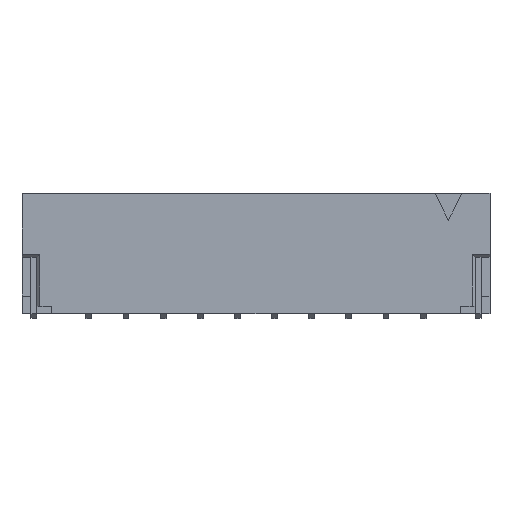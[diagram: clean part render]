
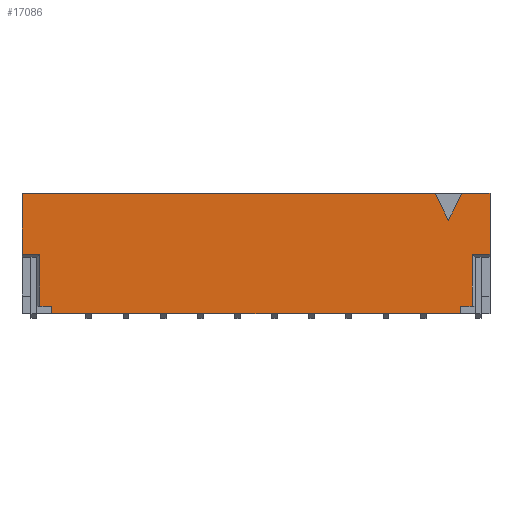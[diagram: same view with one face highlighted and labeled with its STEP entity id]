
A CAD part, top view. The second image highlights one B-rep face of the part: STEP entity #17086.
In plain terms, the highlighted planar face has unit normal (0, 0, 1).
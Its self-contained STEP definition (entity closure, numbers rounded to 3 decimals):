
#396 = ORIENTED_EDGE ( 'NONE', *, *, #710, .T. ) ;
#710 = EDGE_CURVE ( 'NONE', #15221, #15558, #16830, .T. ) ;
#778 = EDGE_CURVE ( 'NONE', #10109, #15221, #13017, .T. ) ;
#895 = DIRECTION ( 'NONE',  ( 0.447, -0.894, 0. ) ) ;
#912 = LINE ( 'NONE', #7787, #12161 ) ;
#1002 = CARTESIAN_POINT ( 'NONE',  ( -7.875, 4.05, 2.475 ) ) ;
#1203 = LINE ( 'NONE', #1463, #17138 ) ;
#1271 = EDGE_CURVE ( 'NONE', #2340, #10769, #6265, .T. ) ;
#1291 = EDGE_CURVE ( 'NONE', #8700, #14507, #912, .T. ) ;
#1351 = VECTOR ( 'NONE', #895, 1000. ) ;
#1369 = ORIENTED_EDGE ( 'NONE', *, *, #16061, .F. ) ;
#1463 = CARTESIAN_POINT ( 'NONE',  ( -7.875, 2., 2.475 ) ) ;
#1739 = LINE ( 'NONE', #3353, #1830 ) ;
#1830 = VECTOR ( 'NONE', #7112, 1000. ) ;
#1939 = DIRECTION ( 'NONE',  ( 0., -1., 0. ) ) ;
#1955 = VERTEX_POINT ( 'NONE', #10143 ) ;
#2261 = CARTESIAN_POINT ( 'NONE',  ( -6.875, 0.25, 2.475 ) ) ;
#2334 = DIRECTION ( 'NONE',  ( 0., 1., 0. ) ) ;
#2340 = VERTEX_POINT ( 'NONE', #5855 ) ;
#2626 = LINE ( 'NONE', #9484, #15233 ) ;
#2806 = VERTEX_POINT ( 'NONE', #6013 ) ;
#2957 = DIRECTION ( 'NONE',  ( 0., -1., 0. ) ) ;
#3016 = CARTESIAN_POINT ( 'NONE',  ( -7.275, 0.25, 2.475 ) ) ;
#3116 = CARTESIAN_POINT ( 'NONE',  ( 6.475, 3.15, 2.475 ) ) ;
#3353 = CARTESIAN_POINT ( 'NONE',  ( -7.875, 4.05, 2.475 ) ) ;
#3560 = AXIS2_PLACEMENT_3D ( 'NONE', #15317, #7189, #13071 ) ;
#3590 = EDGE_CURVE ( 'NONE', #9087, #8700, #4686, .T. ) ;
#3945 = LINE ( 'NONE', #9370, #8170 ) ;
#3954 = CARTESIAN_POINT ( 'NONE',  ( 7.275, 2., 2.475 ) ) ;
#3968 = DIRECTION ( 'NONE',  ( 0., -1., 0. ) ) ;
#4206 = CARTESIAN_POINT ( 'NONE',  ( -7.875, 2., 2.475 ) ) ;
#4237 = DIRECTION ( 'NONE',  ( 0., 1., 0. ) ) ;
#4395 = EDGE_CURVE ( 'NONE', #1955, #8892, #3945, .T. ) ;
#4686 = LINE ( 'NONE', #8789, #6739 ) ;
#5020 = LINE ( 'NONE', #6364, #12176 ) ;
#5189 = LINE ( 'NONE', #6701, #6630 ) ;
#5304 = ORIENTED_EDGE ( 'NONE', *, *, #11634, .F. ) ;
#5684 = LINE ( 'NONE', #11117, #14376 ) ;
#5855 = CARTESIAN_POINT ( 'NONE',  ( -7.875, 4.05, 2.475 ) ) ;
#6013 = CARTESIAN_POINT ( 'NONE',  ( 7.275, 0.25, 2.475 ) ) ;
#6265 = LINE ( 'NONE', #1002, #8705 ) ;
#6364 = CARTESIAN_POINT ( 'NONE',  ( -6.875, 0., 2.475 ) ) ;
#6536 = CARTESIAN_POINT ( 'NONE',  ( -7.375, 0.25, 2.475 ) ) ;
#6571 = CARTESIAN_POINT ( 'NONE',  ( 6.025, 4.05, 2.475 ) ) ;
#6630 = VECTOR ( 'NONE', #9276, 1000. ) ;
#6642 = ORIENTED_EDGE ( 'NONE', *, *, #8121, .T. ) ;
#6680 = VERTEX_POINT ( 'NONE', #9122 ) ;
#6701 = CARTESIAN_POINT ( 'NONE',  ( 7.375, 0.25, 2.475 ) ) ;
#6739 = VECTOR ( 'NONE', #16740, 1000. ) ;
#6838 = CARTESIAN_POINT ( 'NONE',  ( -7.275, 2., 2.475 ) ) ;
#6897 = CARTESIAN_POINT ( 'NONE',  ( 7.875, 4.05, 2.475 ) ) ;
#7112 = DIRECTION ( 'NONE',  ( 0., -1., 0. ) ) ;
#7189 = DIRECTION ( 'NONE',  ( 0., 0., -1. ) ) ;
#7419 = CARTESIAN_POINT ( 'NONE',  ( 6.925, 4.05, 2.475 ) ) ;
#7447 = CARTESIAN_POINT ( 'NONE',  ( -7.275, 0.25, 2.475 ) ) ;
#7472 = ORIENTED_EDGE ( 'NONE', *, *, #11830, .F. ) ;
#7786 = DIRECTION ( 'NONE',  ( -1., 0., 0. ) ) ;
#7787 = CARTESIAN_POINT ( 'NONE',  ( -7.875, 4.05, 2.475 ) ) ;
#8076 = EDGE_CURVE ( 'NONE', #14507, #14993, #10665, .T. ) ;
#8121 = EDGE_CURVE ( 'NONE', #2806, #9655, #2626, .T. ) ;
#8170 = VECTOR ( 'NONE', #2957, 1000. ) ;
#8491 = ORIENTED_EDGE ( 'NONE', *, *, #8076, .F. ) ;
#8612 = ORIENTED_EDGE ( 'NONE', *, *, #778, .T. ) ;
#8700 = VERTEX_POINT ( 'NONE', #7419 ) ;
#8705 = VECTOR ( 'NONE', #13410, 1000. ) ;
#8789 = CARTESIAN_POINT ( 'NONE',  ( 6.925, 4.05, 2.475 ) ) ;
#8891 = VECTOR ( 'NONE', #1939, 1000. ) ;
#8892 = VERTEX_POINT ( 'NONE', #9719 ) ;
#8929 = ORIENTED_EDGE ( 'NONE', *, *, #10045, .F. ) ;
#9087 = VERTEX_POINT ( 'NONE', #3116 ) ;
#9122 = CARTESIAN_POINT ( 'NONE',  ( -6.875, 0., 2.475 ) ) ;
#9276 = DIRECTION ( 'NONE',  ( -1., 0., 0. ) ) ;
#9370 = CARTESIAN_POINT ( 'NONE',  ( 6.875, 0., 2.475 ) ) ;
#9484 = CARTESIAN_POINT ( 'NONE',  ( 7.275, 1.9, 2.475 ) ) ;
#9655 = VERTEX_POINT ( 'NONE', #3954 ) ;
#9719 = CARTESIAN_POINT ( 'NONE',  ( 6.875, 0., 2.475 ) ) ;
#9857 = PLANE ( 'NONE',  #3560 ) ;
#10045 = EDGE_CURVE ( 'NONE', #2806, #1955, #5189, .T. ) ;
#10109 = VERTEX_POINT ( 'NONE', #4206 ) ;
#10143 = CARTESIAN_POINT ( 'NONE',  ( 6.875, 0.25, 2.475 ) ) ;
#10316 = DIRECTION ( 'NONE',  ( 1., 0., 0. ) ) ;
#10447 = LINE ( 'NONE', #14636, #1351 ) ;
#10665 = LINE ( 'NONE', #13269, #11820 ) ;
#10769 = VERTEX_POINT ( 'NONE', #6571 ) ;
#10955 = ORIENTED_EDGE ( 'NONE', *, *, #4395, .F. ) ;
#11017 = DIRECTION ( 'NONE',  ( 1., 0., 0. ) ) ;
#11117 = CARTESIAN_POINT ( 'NONE',  ( -7.875, 0., 2.475 ) ) ;
#11186 = VECTOR ( 'NONE', #10316, 1000. ) ;
#11307 = DIRECTION ( 'NONE',  ( 1., 0., 0. ) ) ;
#11634 = EDGE_CURVE ( 'NONE', #6680, #15539, #5020, .T. ) ;
#11820 = VECTOR ( 'NONE', #3968, 1000. ) ;
#11830 = EDGE_CURVE ( 'NONE', #10769, #9087, #10447, .T. ) ;
#11911 = DIRECTION ( 'NONE',  ( 1., 0., 0. ) ) ;
#12161 = VECTOR ( 'NONE', #11911, 1000. ) ;
#12176 = VECTOR ( 'NONE', #2334, 1000. ) ;
#12274 = EDGE_LOOP ( 'NONE', ( #17304, #7472, #13355, #16174, #8612, #396, #1369, #5304, #13123, #10955, #8929, #6642, #14522, #8491, #13832 ) ) ;
#12498 = EDGE_CURVE ( 'NONE', #6680, #8892, #5684, .T. ) ;
#12549 = EDGE_CURVE ( 'NONE', #2340, #10109, #1739, .T. ) ;
#13017 = LINE ( 'NONE', #14427, #11186 ) ;
#13071 = DIRECTION ( 'NONE',  ( -1., 0., 0. ) ) ;
#13123 = ORIENTED_EDGE ( 'NONE', *, *, #12498, .T. ) ;
#13269 = CARTESIAN_POINT ( 'NONE',  ( 7.875, 4.05, 2.475 ) ) ;
#13355 = ORIENTED_EDGE ( 'NONE', *, *, #1271, .F. ) ;
#13410 = DIRECTION ( 'NONE',  ( 1., 0., 0. ) ) ;
#13832 = ORIENTED_EDGE ( 'NONE', *, *, #1291, .F. ) ;
#13994 = EDGE_CURVE ( 'NONE', #9655, #14993, #1203, .T. ) ;
#14376 = VECTOR ( 'NONE', #11307, 1000. ) ;
#14427 = CARTESIAN_POINT ( 'NONE',  ( -7.875, 2., 2.475 ) ) ;
#14507 = VERTEX_POINT ( 'NONE', #6897 ) ;
#14522 = ORIENTED_EDGE ( 'NONE', *, *, #13994, .T. ) ;
#14567 = FACE_OUTER_BOUND ( 'NONE', #12274, .T. ) ;
#14636 = CARTESIAN_POINT ( 'NONE',  ( 6.475, 3.15, 2.475 ) ) ;
#14993 = VERTEX_POINT ( 'NONE', #15178 ) ;
#15178 = CARTESIAN_POINT ( 'NONE',  ( 7.875, 2., 2.475 ) ) ;
#15221 = VERTEX_POINT ( 'NONE', #6838 ) ;
#15233 = VECTOR ( 'NONE', #4237, 1000. ) ;
#15317 = CARTESIAN_POINT ( 'NONE',  ( -7.875, 4.05, 2.475 ) ) ;
#15539 = VERTEX_POINT ( 'NONE', #2261 ) ;
#15558 = VERTEX_POINT ( 'NONE', #7447 ) ;
#15903 = LINE ( 'NONE', #6536, #17384 ) ;
#16061 = EDGE_CURVE ( 'NONE', #15539, #15558, #15903, .T. ) ;
#16174 = ORIENTED_EDGE ( 'NONE', *, *, #12549, .T. ) ;
#16740 = DIRECTION ( 'NONE',  ( 0.447, 0.894, 0. ) ) ;
#16830 = LINE ( 'NONE', #3016, #8891 ) ;
#17086 = ADVANCED_FACE ( 'NONE', ( #14567 ), #9857, .F. ) ;
#17138 = VECTOR ( 'NONE', #11017, 1000. ) ;
#17304 = ORIENTED_EDGE ( 'NONE', *, *, #3590, .F. ) ;
#17384 = VECTOR ( 'NONE', #7786, 1000. ) ;
